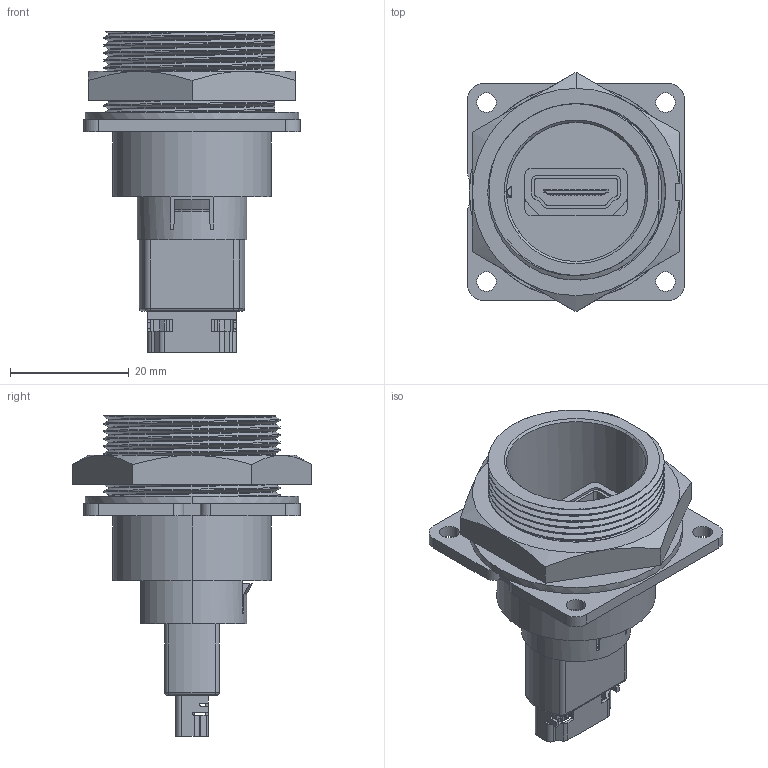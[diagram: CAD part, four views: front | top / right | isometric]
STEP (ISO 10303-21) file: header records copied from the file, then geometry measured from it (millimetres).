
FILE_DESCRIPTION (( 'STEP AP203' ), '1' );
FILE_NAME ('DCP-HDMIT-F SERIES.STEP', '2014-03-26T16:04:05', ( '' ), ( '' ), 'SwSTEP 2.0', 'SolidWorks 2014', '' );
FILE_SCHEMA (( 'CONFIG_CONTROL_DESIGN' ));
Length unit declared in the file: inch
Products named in the file (1): DCP-HDMIT-F SERIES
Bounding box: 36.53 x 40.33 x 54.05 mm (x, y, z)
Volume: 16892.3 mm3; surface area: 12688.1 mm2
Topology: 2 solids, 7 shells, 812 faces, 2242 edges, 1453 vertices
Faces by surface type: plane 584, cylinder 181, bspline 29, cone 10, torus 8
Entity records: 34577 total; most frequent: CARTESIAN_POINT 14217, ORIENTED_EDGE 4480, DIRECTION 3928, EDGE_CURVE 2240, VECTOR 1676, LINE 1676, VERTEX_POINT 1453, AXIS2_PLACEMENT_3D 1126
